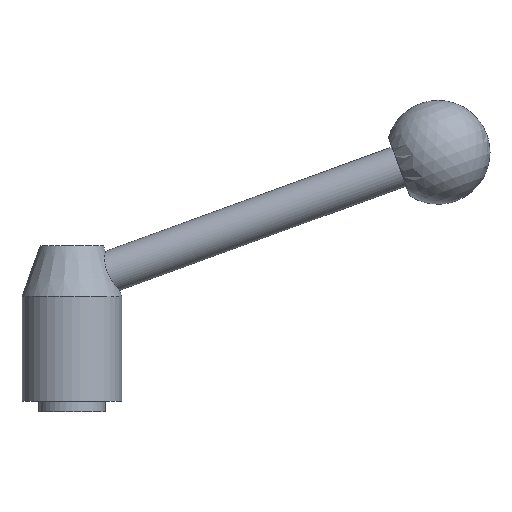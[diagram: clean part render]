
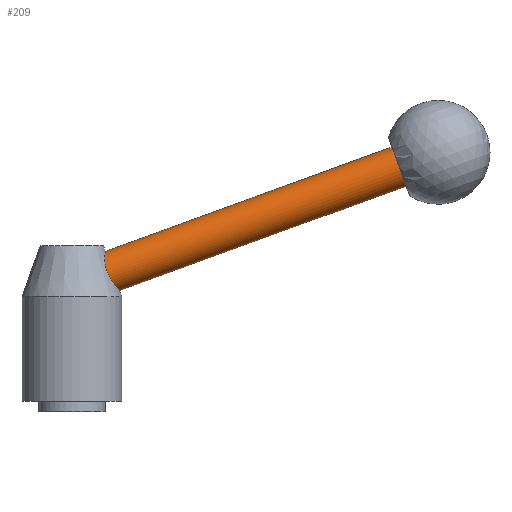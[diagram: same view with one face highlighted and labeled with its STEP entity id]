
A CAD part, front view. The second image highlights one B-rep face of the part: STEP entity #209.
In plain terms, the highlighted cylindrical face has radius 5 mm (diameter 10 mm), a partial arc.
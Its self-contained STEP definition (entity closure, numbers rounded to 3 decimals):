
#189=EDGE_CURVE('',#333,#321,#432,.T.);
#199=EDGE_CURVE('',#271,#293,#442,.T.);
#209=ADVANCED_FACE('',(#454),#455,.T.);
#229=EDGE_CURVE('',#293,#237,#476,.T.);
#237=VERTEX_POINT('',#484);
#271=VERTEX_POINT('',#524);
#293=VERTEX_POINT('',#550);
#301=EDGE_CURVE('',#271,#321,#559,.T.);
#321=VERTEX_POINT('',#581);
#329=EDGE_CURVE('',#333,#237,#589,.T.);
#333=VERTEX_POINT('',#593);
#432=CIRCLE('',#703,5.);
#442=B_SPLINE_CURVE_WITH_KNOTS('',3,(#716,#717,#718,#719,#720,#721,#722,#723,#724,#725,#726,#727,#728,#729,#730,#731,#732,#733),.UNSPECIFIED.,.F.,.F.,(4,2,2,2,2,2,2,2,4),(22.168,23.237,24.306,25.375,26.445,27.516,28.587,29.658,30.73),.UNSPECIFIED.);
#454=FACE_OUTER_BOUND('',#747,.T.);
#455=CYLINDRICAL_SURFACE('',#748,5.);
#476=B_SPLINE_CURVE_WITH_KNOTS('',3,(#778,#779,#780,#781,#782,#783,#784,#785,#786,#787,#788,#789,#790,#791,#792,#793,#794,#795),.UNSPECIFIED.,.F.,.F.,(4,2,2,2,2,2,2,2,4),(0.0,0.855,1.71,2.565,3.42,4.266,5.111,5.957,6.803),.UNSPECIFIED.);
#484=CARTESIAN_POINT('',(8.067,0.,38.59));
#524=CARTESIAN_POINT('',(11.487,0.,29.194));
#550=CARTESIAN_POINT('',(8.284,-4.923,34.279));
#559=LINE('',#900,#901);
#581=CARTESIAN_POINT('',(80.554,0.,54.332));
#589=LINE('',#938,#939);
#593=CARTESIAN_POINT('',(77.134,0.0,63.729));
#703=AXIS2_PLACEMENT_3D('',#1098,#1099,#1100);
#716=CARTESIAN_POINT('',(11.487,0.,29.194));
#717=CARTESIAN_POINT('',(11.487,-0.356,29.194));
#718=CARTESIAN_POINT('',(11.459,-0.722,29.224));
#719=CARTESIAN_POINT('',(11.344,-1.441,29.352));
#720=CARTESIAN_POINT('',(11.257,-1.794,29.449));
#721=CARTESIAN_POINT('',(11.036,-2.463,29.703));
#722=CARTESIAN_POINT('',(10.9,-2.778,29.86));
#723=CARTESIAN_POINT('',(10.599,-3.352,30.224));
#724=CARTESIAN_POINT('',(10.433,-3.61,30.431));
#725=CARTESIAN_POINT('',(10.095,-4.055,30.873));
#726=CARTESIAN_POINT('',(9.911,-4.257,31.124));
#727=CARTESIAN_POINT('',(9.538,-4.595,31.672));
#728=CARTESIAN_POINT('',(9.349,-4.731,31.97));
#729=CARTESIAN_POINT('',(8.99,-4.923,32.597));
#730=CARTESIAN_POINT('',(8.819,-4.98,32.928));
#731=CARTESIAN_POINT('',(8.519,-5.011,33.601));
#732=CARTESIAN_POINT('',(8.388,-4.985,33.944));
#733=CARTESIAN_POINT('',(8.284,-4.923,34.279));
#747=EDGE_LOOP('',(#1119,#1120,#1121,#1122,#1123));
#748=AXIS2_PLACEMENT_3D('',#1124,#1125,#1126);
#778=CARTESIAN_POINT('',(8.284,-4.923,34.279));
#779=CARTESIAN_POINT('',(8.2,-4.873,34.547));
#780=CARTESIAN_POINT('',(8.128,-4.797,34.823));
#781=CARTESIAN_POINT('',(8.014,-4.594,35.374));
#782=CARTESIAN_POINT('',(7.973,-4.466,35.648));
#783=CARTESIAN_POINT('',(7.918,-4.167,36.174));
#784=CARTESIAN_POINT('',(7.904,-3.994,36.426));
#785=CARTESIAN_POINT('',(7.897,-3.617,36.894));
#786=CARTESIAN_POINT('',(7.903,-3.413,37.11));
#787=CARTESIAN_POINT('',(7.923,-2.993,37.49));
#788=CARTESIAN_POINT('',(7.939,-2.761,37.67));
#789=CARTESIAN_POINT('',(7.974,-2.262,37.991));
#790=CARTESIAN_POINT('',(7.993,-1.995,38.132));
#791=CARTESIAN_POINT('',(8.027,-1.44,38.36));
#792=CARTESIAN_POINT('',(8.042,-1.152,38.448));
#793=CARTESIAN_POINT('',(8.062,-0.573,38.563));
#794=CARTESIAN_POINT('',(8.067,-0.282,38.59));
#795=CARTESIAN_POINT('',(8.067,0.,38.59));
#900=CARTESIAN_POINT('',(41.322,0.,40.053));
#901=VECTOR('',#1251,1.0);
#938=CARTESIAN_POINT('',(37.902,0.,49.45));
#939=VECTOR('',#1276,1.0);
#1098=CARTESIAN_POINT('',(78.844,0.0,59.03));
#1099=DIRECTION('',(0.94,0.0,0.342));
#1100=DIRECTION('',(-0.342,0.0,0.94));
#1119=ORIENTED_EDGE('',*,*,#329,.T.);
#1120=ORIENTED_EDGE('',*,*,#229,.F.);
#1121=ORIENTED_EDGE('',*,*,#199,.F.);
#1122=ORIENTED_EDGE('',*,*,#301,.T.);
#1123=ORIENTED_EDGE('',*,*,#189,.F.);
#1124=CARTESIAN_POINT('',(39.612,0.0,44.751));
#1125=DIRECTION('',(0.94,-0.0,0.342));
#1126=DIRECTION('',(-0.342,0.0,0.94));
#1251=DIRECTION('',(0.94,-0.0,0.342));
#1276=DIRECTION('',(-0.94,0.0,-0.342));
